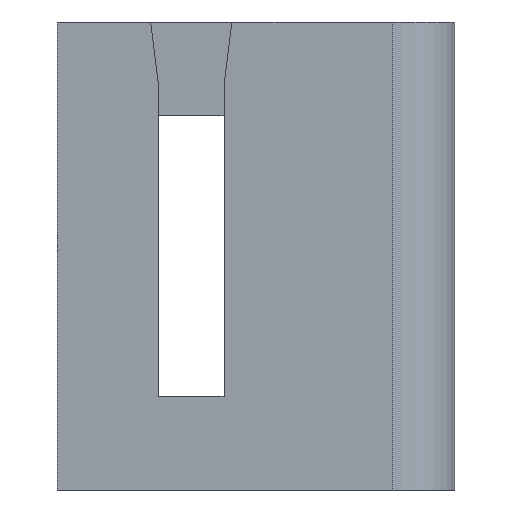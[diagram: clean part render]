
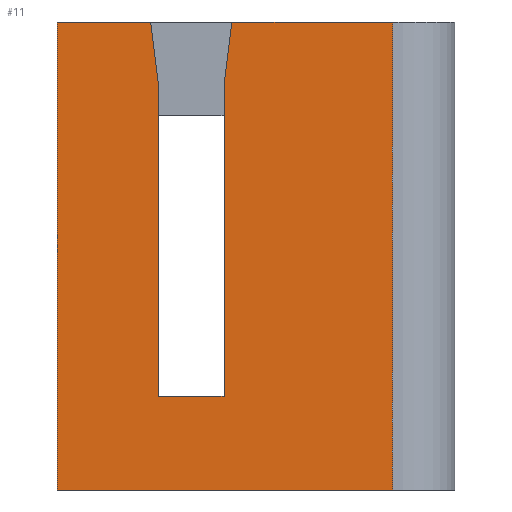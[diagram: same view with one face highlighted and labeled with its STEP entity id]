
A CAD part, left-side view. The second image highlights one B-rep face of the part: STEP entity #11.
In plain terms, the highlighted planar face has unit normal (-1, 0, 0).
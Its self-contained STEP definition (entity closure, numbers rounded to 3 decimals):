
#11 = ADVANCED_FACE ( 'NONE', ( #1989 ), #3167, .F. ) ;
#84 = EDGE_CURVE ( 'NONE', #1639, #1034, #1083, .T. ) ;
#86 = VERTEX_POINT ( 'NONE', #3621 ) ;
#119 = ORIENTED_EDGE ( 'NONE', *, *, #3379, .F. ) ;
#144 = DIRECTION ( 'NONE',  ( 0., 0., 1. ) ) ;
#191 = ORIENTED_EDGE ( 'NONE', *, *, #1110, .F. ) ;
#246 = DIRECTION ( 'NONE',  ( 0., 0., -1. ) ) ;
#249 = DIRECTION ( 'NONE',  ( 0., -1., 0. ) ) ;
#289 = LINE ( 'NONE', #1751, #624 ) ;
#304 = VECTOR ( 'NONE', #508, 1000. ) ;
#407 = VECTOR ( 'NONE', #1546, 1000. ) ;
#435 = EDGE_CURVE ( 'NONE', #1667, #1575, #466, .T. ) ;
#441 = VERTEX_POINT ( 'NONE', #2802 ) ;
#466 = LINE ( 'NONE', #3026, #1123 ) ;
#472 = DIRECTION ( 'NONE',  ( 0., -1., 0. ) ) ;
#508 = DIRECTION ( 'NONE',  ( 0., -0.124, 0.992 ) ) ;
#523 = VERTEX_POINT ( 'NONE', #1638 ) ;
#624 = VECTOR ( 'NONE', #2255, 1000. ) ;
#705 = CARTESIAN_POINT ( 'NONE',  ( -25.5, 23.5, 15. ) ) ;
#735 = ORIENTED_EDGE ( 'NONE', *, *, #435, .F. ) ;
#782 = LINE ( 'NONE', #2815, #2040 ) ;
#832 = VECTOR ( 'NONE', #1129, 1000. ) ;
#888 = ORIENTED_EDGE ( 'NONE', *, *, #3161, .T. ) ;
#911 = VERTEX_POINT ( 'NONE', #705 ) ;
#932 = ORIENTED_EDGE ( 'NONE', *, *, #84, .T. ) ;
#1018 = CARTESIAN_POINT ( 'NONE',  ( -25.5, 2., -15. ) ) ;
#1034 = VERTEX_POINT ( 'NONE', #1018 ) ;
#1046 = CARTESIAN_POINT ( 'NONE',  ( -25.5, 23.5, 15. ) ) ;
#1083 = LINE ( 'NONE', #2805, #1531 ) ;
#1088 = CARTESIAN_POINT ( 'NONE',  ( -25.5, 17., -9. ) ) ;
#1102 = AXIS2_PLACEMENT_3D ( 'NONE', #2868, #2884, #246 ) ;
#1110 = EDGE_CURVE ( 'NONE', #523, #2754, #782, .T. ) ;
#1123 = VECTOR ( 'NONE', #1329, 1000. ) ;
#1129 = DIRECTION ( 'NONE',  ( 0., 0., -1. ) ) ;
#1263 = VECTOR ( 'NONE', #144, 1000. ) ;
#1329 = DIRECTION ( 'NONE',  ( 0., 0., -1. ) ) ;
#1406 = ORIENTED_EDGE ( 'NONE', *, *, #1867, .F. ) ;
#1491 = EDGE_CURVE ( 'NONE', #2754, #1034, #3703, .T. ) ;
#1531 = VECTOR ( 'NONE', #472, 1000. ) ;
#1546 = DIRECTION ( 'NONE',  ( 0., -1., 0. ) ) ;
#1564 = CARTESIAN_POINT ( 'NONE',  ( -25.5, 0., 15. ) ) ;
#1575 = VERTEX_POINT ( 'NONE', #1088 ) ;
#1638 = CARTESIAN_POINT ( 'NONE',  ( -25.5, 12.3, 15. ) ) ;
#1639 = VERTEX_POINT ( 'NONE', #2209 ) ;
#1667 = VERTEX_POINT ( 'NONE', #2022 ) ;
#1751 = CARTESIAN_POINT ( 'NONE',  ( -25.5, 17., 11. ) ) ;
#1867 = EDGE_CURVE ( 'NONE', #2509, #441, #3285, .T. ) ;
#1874 = CARTESIAN_POINT ( 'NONE',  ( -25.5, 12.8, -9. ) ) ;
#1875 = DIRECTION ( 'NONE',  ( 0., 0., -1. ) ) ;
#1882 = ORIENTED_EDGE ( 'NONE', *, *, #3135, .F. ) ;
#1902 = CARTESIAN_POINT ( 'NONE',  ( -25.5, 17., -9. ) ) ;
#1968 = LINE ( 'NONE', #1984, #304 ) ;
#1984 = CARTESIAN_POINT ( 'NONE',  ( -25.5, 12.8, 11. ) ) ;
#1989 = FACE_OUTER_BOUND ( 'NONE', #2532, .T. ) ;
#2022 = CARTESIAN_POINT ( 'NONE',  ( -25.5, 17., 11. ) ) ;
#2039 = EDGE_CURVE ( 'NONE', #1575, #2509, #2126, .T. ) ;
#2040 = VECTOR ( 'NONE', #249, 1000. ) ;
#2126 = LINE ( 'NONE', #1902, #2499 ) ;
#2209 = CARTESIAN_POINT ( 'NONE',  ( -25.5, 23.5, -15. ) ) ;
#2255 = DIRECTION ( 'NONE',  ( 0., -0.124, -0.992 ) ) ;
#2392 = CARTESIAN_POINT ( 'NONE',  ( -25.5, 12.8, -9. ) ) ;
#2423 = LINE ( 'NONE', #1046, #2549 ) ;
#2424 = EDGE_CURVE ( 'NONE', #86, #1667, #289, .T. ) ;
#2499 = VECTOR ( 'NONE', #3061, 1000. ) ;
#2509 = VERTEX_POINT ( 'NONE', #2392 ) ;
#2532 = EDGE_LOOP ( 'NONE', ( #735, #2796, #1882, #888, #932, #3754, #191, #119, #1406, #2641 ) ) ;
#2549 = VECTOR ( 'NONE', #1875, 1000. ) ;
#2641 = ORIENTED_EDGE ( 'NONE', *, *, #2039, .F. ) ;
#2754 = VERTEX_POINT ( 'NONE', #3667 ) ;
#2796 = ORIENTED_EDGE ( 'NONE', *, *, #2424, .F. ) ;
#2802 = CARTESIAN_POINT ( 'NONE',  ( -25.5, 12.8, 11. ) ) ;
#2805 = CARTESIAN_POINT ( 'NONE',  ( -25.5, 0., -15. ) ) ;
#2815 = CARTESIAN_POINT ( 'NONE',  ( -25.5, 0., 15. ) ) ;
#2868 = CARTESIAN_POINT ( 'NONE',  ( -25.5, 0., 15. ) ) ;
#2884 = DIRECTION ( 'NONE',  ( 1., 0., 0. ) ) ;
#3026 = CARTESIAN_POINT ( 'NONE',  ( -25.5, 17., 11. ) ) ;
#3061 = DIRECTION ( 'NONE',  ( 0., -1., 0. ) ) ;
#3135 = EDGE_CURVE ( 'NONE', #911, #86, #3624, .T. ) ;
#3161 = EDGE_CURVE ( 'NONE', #911, #1639, #2423, .T. ) ;
#3167 = PLANE ( 'NONE',  #1102 ) ;
#3285 = LINE ( 'NONE', #1874, #1263 ) ;
#3379 = EDGE_CURVE ( 'NONE', #441, #523, #1968, .T. ) ;
#3412 = CARTESIAN_POINT ( 'NONE',  ( -25.5, 2., 15. ) ) ;
#3621 = CARTESIAN_POINT ( 'NONE',  ( -25.5, 17.5, 15. ) ) ;
#3624 = LINE ( 'NONE', #1564, #407 ) ;
#3667 = CARTESIAN_POINT ( 'NONE',  ( -25.5, 2., 15. ) ) ;
#3703 = LINE ( 'NONE', #3412, #832 ) ;
#3754 = ORIENTED_EDGE ( 'NONE', *, *, #1491, .F. ) ;
